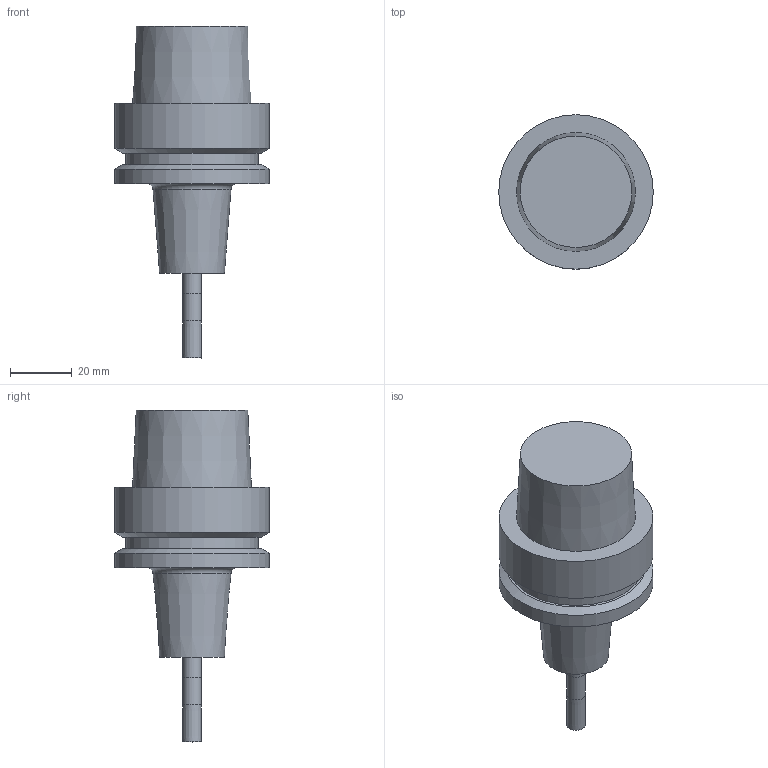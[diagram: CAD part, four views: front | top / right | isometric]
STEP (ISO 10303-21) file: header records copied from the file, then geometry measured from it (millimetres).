
FILE_DESCRIPTION(('Open CASCADE Model'),'2;1');
FILE_NAME('Open CASCADE Shape Model','2023-09-05T06:13:22',('Author'),( 'Open CASCADE'),'Open CASCADE STEP processor 7.7','Open CASCADE 7.7' ,'Unknown');
FILE_SCHEMA(('AUTOMOTIVE_DESIGN { 1 0 10303 214 1 1 1 1 }'));
Length unit declared in the file: millimetre
Products named in the file (3): Open CASCADE STEP translator 7.7 5; E934356030655_LWT.STP; JS412060D2SZ2.0_LWT.STP
Assembly tree (2 placements, depth 2):
  Open CASCADE STEP translator 7.7 5
    E934356030655_LWT.STP
    JS412060D2SZ2.0_LWT.STP
Bounding box: 50 x 50 x 107.5 mm (x, y, z)
Volume: 88969 mm3; surface area: 17481.5 mm2
Topology: 5 solids, 5 shells, 30 faces, 52 edges, 35 vertices
Faces by surface type: plane 13, cone 8, cylinder 7, torus 2
Full cylindrical faces by diameter (mm): 6 x3, 6.5 x1, 43 x1, 50 x2
Entity records: 1055 total; most frequent: CARTESIAN_POINT 151, DIRECTION 142, ORIENTED_EDGE 102, AXIS2_PLACEMENT_3D 71, EDGE_CURVE 51, VERTEX_POINT 35, FACE_BOUND 34, EDGE_LOOP 34
